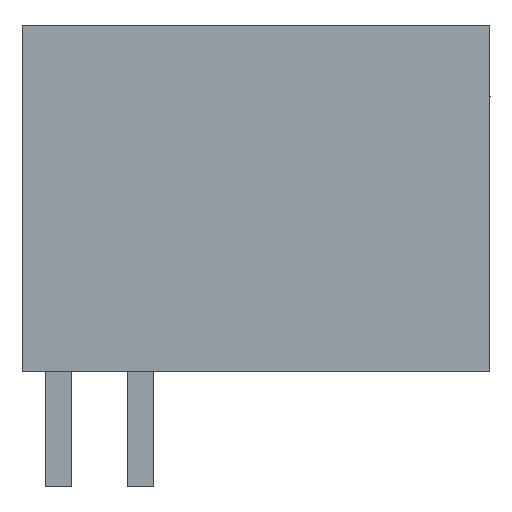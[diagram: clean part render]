
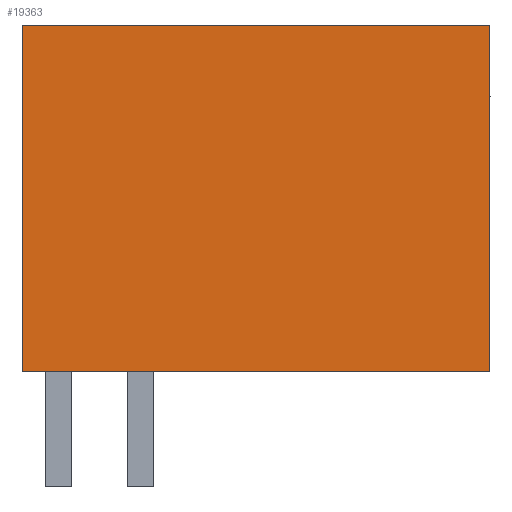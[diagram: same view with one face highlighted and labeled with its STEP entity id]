
A CAD part, left-side view. The second image highlights one B-rep face of the part: STEP entity #19363.
In plain terms, the highlighted planar face has unit normal (-1, 0, 0).
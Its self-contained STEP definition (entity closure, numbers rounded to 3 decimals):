
#19343=AXIS2_PLACEMENT_3D('Plane Axis2P3D',#19340,#19341,#19342) ;
#5293=CARTESIAN_POINT('Vertex',(0.,0.,14.)) ;
#5296=CARTESIAN_POINT('Line Origine',(0.,0.,8.75)) ;
#5300=CARTESIAN_POINT('Vertex',(0.,0.,3.5)) ;
#17279=CARTESIAN_POINT('Line Origine',(0.,7.1,14.)) ;
#17283=CARTESIAN_POINT('Vertex',(0.,14.2,14.)) ;
#19340=CARTESIAN_POINT('Axis2P3D Location',(0.,14.2,0.)) ;
#19345=CARTESIAN_POINT('Line Origine',(0.,7.1,3.5)) ;
#19349=CARTESIAN_POINT('Vertex',(0.,14.2,3.5)) ;
#19352=CARTESIAN_POINT('Line Origine',(0.,14.2,8.75)) ;
#5297=DIRECTION('Vector Direction',(0.,0.,-1.)) ;
#17280=DIRECTION('Vector Direction',(0.,-1.,0.)) ;
#19341=DIRECTION('Axis2P3D Direction',(-1.,0.,0.)) ;
#19342=DIRECTION('Axis2P3D XDirection',(0.,-1.,0.)) ;
#19346=DIRECTION('Vector Direction',(0.,-1.,0.)) ;
#19353=DIRECTION('Vector Direction',(0.,0.,-1.)) ;
#5298=VECTOR('Line Direction',#5297,1.) ;
#17281=VECTOR('Line Direction',#17280,1.) ;
#19347=VECTOR('Line Direction',#19346,1.) ;
#19354=VECTOR('Line Direction',#19353,1.) ;
#19358=ORIENTED_EDGE('',*,*,#19351,.T.) ;
#19359=ORIENTED_EDGE('',*,*,#5302,.T.) ;
#19360=ORIENTED_EDGE('',*,*,#17285,.T.) ;
#19361=ORIENTED_EDGE('',*,*,#19356,.T.) ;
#19363=ADVANCED_FACE('HOUSING',(#19362),#19344,.T.) ;
#5302=EDGE_CURVE('',#5301,#5294,#5299,.F.) ;
#17285=EDGE_CURVE('',#5294,#17284,#17282,.F.) ;
#19351=EDGE_CURVE('',#19350,#5301,#19348,.T.) ;
#19356=EDGE_CURVE('',#17284,#19350,#19355,.T.) ;
#19357=EDGE_LOOP('',(#19358,#19359,#19360,#19361)) ;
#19362=FACE_OUTER_BOUND('',#19357,.T.) ;
#5299=LINE('Line',#5296,#5298) ;
#17282=LINE('Line',#17279,#17281) ;
#19348=LINE('Line',#19345,#19347) ;
#19355=LINE('Line',#19352,#19354) ;
#19344=PLANE('',#19343) ;
#5294=VERTEX_POINT('',#5293) ;
#5301=VERTEX_POINT('',#5300) ;
#17284=VERTEX_POINT('',#17283) ;
#19350=VERTEX_POINT('',#19349) ;
